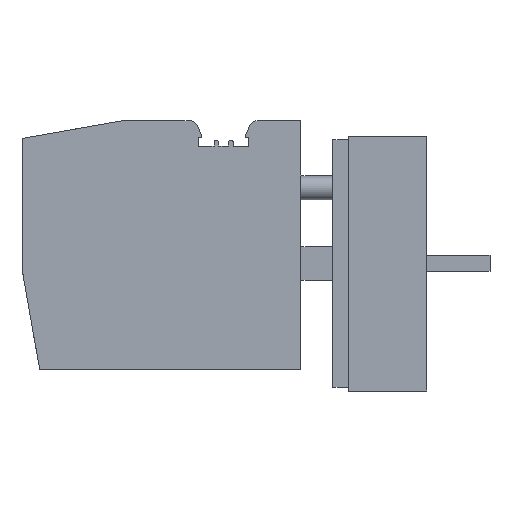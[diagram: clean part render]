
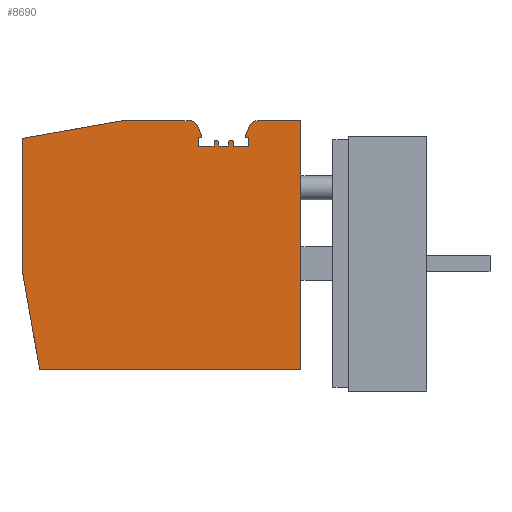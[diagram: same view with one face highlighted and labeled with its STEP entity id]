
A CAD part, top view. The second image highlights one B-rep face of the part: STEP entity #8690.
In plain terms, the highlighted face is planar.
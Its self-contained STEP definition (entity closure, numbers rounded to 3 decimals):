
#60=CARTESIAN_POINT('',(24.54,0.882,-5.05));
#70=DIRECTION('',(0.402,0.915,0.));
#80=VECTOR('',#70,1.);
#90=LINE('',#60,#80);
#100=CARTESIAN_POINT('',(30.714,14.933,-5.05));
#110=VERTEX_POINT('',#100);
#120=CARTESIAN_POINT('',(31.272,16.202,-5.05));
#130=VERTEX_POINT('',#120);
#140=EDGE_CURVE('',#110,#130,#90,.T.);
#670=CARTESIAN_POINT('',(27.375,14.075,-5.05));
#680=VERTEX_POINT('',#670);
#710=CARTESIAN_POINT('',(27.375,3.87,-5.05));
#720=DIRECTION('',(0.,-1.,0.));
#730=VECTOR('',#720,1.);
#740=LINE('',#710,#730);
#750=CARTESIAN_POINT('',(27.375,13.625,-5.05));
#760=VERTEX_POINT('',#750);
#770=EDGE_CURVE('',#680,#760,#740,.T.);
#1470=CARTESIAN_POINT('',(27.075,14.075,-5.05));
#1480=DIRECTION('',(0.,0.,-1.));
#1490=DIRECTION('',(-1.,0.,0.));
#1500=AXIS2_PLACEMENT_3D('',#1470,#1480,#1490);
#1510=CIRCLE('',#1500,0.3);
#1520=CARTESIAN_POINT('',(26.775,14.075,-5.05));
#1530=VERTEX_POINT('',#1520);
#1540=EDGE_CURVE('',#1530,#680,#1510,.T.);
#4490=CARTESIAN_POINT('',(28.575,13.625,-5.05));
#4500=VERTEX_POINT('',#4490);
#4530=CARTESIAN_POINT('',(28.575,3.87,-5.05));
#4540=DIRECTION('',(0.,1.,0.));
#4550=VECTOR('',#4540,1.);
#4560=LINE('',#4530,#4550);
#4570=CARTESIAN_POINT('',(28.575,14.075,-5.05));
#4580=VERTEX_POINT('',#4570);
#4590=EDGE_CURVE('',#4500,#4580,#4560,.T.);
#4840=CARTESIAN_POINT('',(14.838,13.625,-5.05));
#4850=DIRECTION('',(1.,0.,0.));
#4860=VECTOR('',#4850,1.);
#4870=LINE('',#4840,#4860);
#4880=EDGE_CURVE('',#760,#4500,#4870,.T.);
#5110=CARTESIAN_POINT('',(29.175,13.625,-5.05));
#5120=VERTEX_POINT('',#5110);
#5150=CARTESIAN_POINT('',(14.838,13.625,-5.05));
#5160=DIRECTION('',(1.,0.,0.));
#5170=VECTOR('',#5160,1.);
#5180=LINE('',#5150,#5170);
#5190=CARTESIAN_POINT('',(31.138,13.625,-5.05));
#5200=VERTEX_POINT('',#5190);
#5210=EDGE_CURVE('',#5120,#5200,#5180,.T.);
#5940=CARTESIAN_POINT('',(32.188,15.8,-5.05));
#5950=DIRECTION('',(0.,0.,-1.));
#5960=DIRECTION('',(-1.,0.,0.));
#5970=AXIS2_PLACEMENT_3D('',#5940,#5950,#5960);
#5980=CIRCLE('',#5970,1.);
#5990=CARTESIAN_POINT('',(32.188,16.8,-5.05));
#6000=VERTEX_POINT('',#5990);
#6010=EDGE_CURVE('',#130,#6000,#5980,.T.);
#6290=CARTESIAN_POINT('',(24.813,13.625,-5.05));
#6300=VERTEX_POINT('',#6290);
#6330=CARTESIAN_POINT('',(14.838,13.625,-5.05));
#6340=DIRECTION('',(1.,0.,0.));
#6350=VECTOR('',#6340,1.);
#6360=LINE('',#6330,#6350);
#6370=CARTESIAN_POINT('',(26.775,13.625,-5.05));
#6380=VERTEX_POINT('',#6370);
#6390=EDGE_CURVE('',#6300,#6380,#6360,.T.);
#6620=CARTESIAN_POINT('',(-0.526,14.695,-5.05));
#6630=DIRECTION('',(1.,0.,0.));
#6640=VECTOR('',#6630,1.);
#6650=LINE('',#6620,#6640);
#6660=CARTESIAN_POINT('',(24.813,14.695,-5.05));
#6670=VERTEX_POINT('',#6660);
#6680=CARTESIAN_POINT('',(25.08,14.695,-5.05));
#6690=VERTEX_POINT('',#6680);
#6700=EDGE_CURVE('',#6670,#6690,#6650,.T.);
#7050=CARTESIAN_POINT('',(30.7,14.865,-5.05));
#7060=VERTEX_POINT('',#7050);
#7090=CARTESIAN_POINT('',(30.87,14.865,-5.05));
#7100=DIRECTION('',(0.,0.,-1.));
#7110=DIRECTION('',(-1.,0.,0.));
#7120=AXIS2_PLACEMENT_3D('',#7090,#7100,#7110);
#7130=CIRCLE('',#7120,0.17);
#7140=EDGE_CURVE('',#7060,#110,#7130,.T.);
#7270=CARTESIAN_POINT('',(20.677,9.272,-5.05));
#7280=DIRECTION('',(0.,0.,-1.));
#7290=DIRECTION('',(-1.,0.,0.));
#7300=AXIS2_PLACEMENT_3D('',#7270,#7280,#7290);
#7310=PLANE('',#7300);
#7320=CARTESIAN_POINT('',(54.018,2.432,-5.05));
#7330=DIRECTION('',(-0.174,-0.985,0.));
#7340=VECTOR('',#7330,1.);
#7350=LINE('',#7320,#7340);
#7360=CARTESIAN_POINT('',(53.275,-1.784,-5.05));
#7370=VERTEX_POINT('',#7360);
#7380=CARTESIAN_POINT('',(51.05,-14.4,-5.05));
#7390=VERTEX_POINT('',#7380);
#7400=EDGE_CURVE('',#7370,#7390,#7350,.T.);
#7410=ORIENTED_EDGE('',*,*,#7400,.T.);
#7420=CARTESIAN_POINT('',(53.275,2.432,-5.05));
#7430=DIRECTION('',(0.,-1.,0.));
#7440=VECTOR('',#7430,1.);
#7450=LINE('',#7420,#7440);
#7460=CARTESIAN_POINT('',(53.275,14.6,-5.05));
#7470=VERTEX_POINT('',#7460);
#7480=EDGE_CURVE('',#7470,#7370,#7450,.T.);
#7490=ORIENTED_EDGE('',*,*,#7480,.T.);
#7500=CARTESIAN_POINT('',(28.367,18.992,-5.05));
#7510=DIRECTION('',(-0.985,0.174,0.));
#7520=VECTOR('',#7510,1.);
#7530=LINE('',#7500,#7520);
#7540=CARTESIAN_POINT('',(40.798,16.8,-5.05));
#7550=VERTEX_POINT('',#7540);
#7560=EDGE_CURVE('',#7470,#7550,#7530,.T.);
#7570=ORIENTED_EDGE('',*,*,#7560,.F.);
#7580=CARTESIAN_POINT('',(28.367,16.8,-5.05));
#7590=DIRECTION('',(1.,0.,-0.));
#7600=VECTOR('',#7590,1.);
#7610=LINE('',#7580,#7600);
#7620=EDGE_CURVE('',#6000,#7550,#7610,.T.);
#7630=ORIENTED_EDGE('',*,*,#7620,.T.);
#7640=ORIENTED_EDGE('',*,*,#6010,.T.);
#7650=ORIENTED_EDGE('',*,*,#140,.T.);
#7660=ORIENTED_EDGE('',*,*,#7140,.T.);
#7670=CARTESIAN_POINT('',(30.87,14.695,-5.05));
#7680=VERTEX_POINT('',#7670);
#7690=EDGE_CURVE('',#7680,#7060,#7130,.T.);
#7700=ORIENTED_EDGE('',*,*,#7690,.T.);
#7710=CARTESIAN_POINT('',(31.138,14.695,-5.05));
#7720=VERTEX_POINT('',#7710);
#7730=EDGE_CURVE('',#7680,#7720,#6650,.T.);
#7740=ORIENTED_EDGE('',*,*,#7730,.F.);
#7750=CARTESIAN_POINT('',(31.138,3.87,-5.05));
#7760=DIRECTION('',(0.,1.,0.));
#7770=VECTOR('',#7760,1.);
#7780=LINE('',#7750,#7770);
#7790=EDGE_CURVE('',#5200,#7720,#7780,.T.);
#7800=ORIENTED_EDGE('',*,*,#7790,.T.);
#7810=ORIENTED_EDGE('',*,*,#5210,.T.);
#7820=CARTESIAN_POINT('',(29.175,3.87,-5.05));
#7830=DIRECTION('',(0.,-1.,0.));
#7840=VECTOR('',#7830,1.);
#7850=LINE('',#7820,#7840);
#7860=CARTESIAN_POINT('',(29.175,14.075,-5.05));
#7870=VERTEX_POINT('',#7860);
#7880=EDGE_CURVE('',#7870,#5120,#7850,.T.);
#7890=ORIENTED_EDGE('',*,*,#7880,.T.);
#7900=CARTESIAN_POINT('',(28.875,14.075,-5.05));
#7910=DIRECTION('',(0.,0.,-1.));
#7920=DIRECTION('',(-1.,0.,0.));
#7930=AXIS2_PLACEMENT_3D('',#7900,#7910,#7920);
#7940=CIRCLE('',#7930,0.3);
#7950=EDGE_CURVE('',#4580,#7870,#7940,.T.);
#7960=ORIENTED_EDGE('',*,*,#7950,.T.);
#7970=ORIENTED_EDGE('',*,*,#4590,.T.);
#7980=ORIENTED_EDGE('',*,*,#4880,.T.);
#7990=ORIENTED_EDGE('',*,*,#770,.T.);
#8000=ORIENTED_EDGE('',*,*,#1540,.T.);
#8010=CARTESIAN_POINT('',(26.775,3.87,-5.05));
#8020=DIRECTION('',(0.,1.,0.));
#8030=VECTOR('',#8020,1.);
#8040=LINE('',#8010,#8030);
#8050=EDGE_CURVE('',#6380,#1530,#8040,.T.);
#8060=ORIENTED_EDGE('',*,*,#8050,.T.);
#8070=ORIENTED_EDGE('',*,*,#6390,.T.);
#8080=CARTESIAN_POINT('',(24.813,3.87,-5.05));
#8090=DIRECTION('',(0.,-1.,0.));
#8100=VECTOR('',#8090,1.);
#8110=LINE('',#8080,#8100);
#8120=EDGE_CURVE('',#6670,#6300,#8110,.T.);
#8130=ORIENTED_EDGE('',*,*,#8120,.T.);
#8140=ORIENTED_EDGE('',*,*,#6700,.F.);
#8150=CARTESIAN_POINT('',(25.08,14.865,-5.05));
#8160=DIRECTION('',(0.,0.,-1.));
#8170=DIRECTION('',(-1.,0.,0.));
#8180=AXIS2_PLACEMENT_3D('',#8150,#8160,#8170);
#8190=CIRCLE('',#8180,0.17);
#8200=CARTESIAN_POINT('',(25.25,14.865,-5.05));
#8210=VERTEX_POINT('',#8200);
#8220=EDGE_CURVE('',#8210,#6690,#8190,.T.);
#8230=ORIENTED_EDGE('',*,*,#8220,.T.);
#8240=CARTESIAN_POINT('',(25.236,14.933,-5.05));
#8250=VERTEX_POINT('',#8240);
#8260=EDGE_CURVE('',#8250,#8210,#8190,.T.);
#8270=ORIENTED_EDGE('',*,*,#8260,.T.);
#8280=CARTESIAN_POINT('',(31.41,0.882,-5.05));
#8290=DIRECTION('',(0.402,-0.915,-0.));
#8300=VECTOR('',#8290,1.);
#8310=LINE('',#8280,#8300);
#8320=CARTESIAN_POINT('',(24.678,16.202,-5.05));
#8330=VERTEX_POINT('',#8320);
#8340=EDGE_CURVE('',#8330,#8250,#8310,.T.);
#8350=ORIENTED_EDGE('',*,*,#8340,.T.);
#8360=CARTESIAN_POINT('',(23.763,15.8,-5.05));
#8370=DIRECTION('',(0.,0.,-1.));
#8380=DIRECTION('',(-1.,0.,0.));
#8390=AXIS2_PLACEMENT_3D('',#8360,#8370,#8380);
#8400=CIRCLE('',#8390,1.);
#8410=CARTESIAN_POINT('',(23.763,16.8,-5.05));
#8420=VERTEX_POINT('',#8410);
#8430=EDGE_CURVE('',#8420,#8330,#8400,.T.);
#8440=ORIENTED_EDGE('',*,*,#8430,.T.);
#8450=CARTESIAN_POINT('',(28.367,16.8,-5.05));
#8460=DIRECTION('',(1.,0.,0.));
#8470=VECTOR('',#8460,1.);
#8480=LINE('',#8450,#8470);
#8490=CARTESIAN_POINT('',(18.275,16.8,-5.05));
#8500=VERTEX_POINT('',#8490);
#8510=EDGE_CURVE('',#8500,#8420,#8480,.T.);
#8520=ORIENTED_EDGE('',*,*,#8510,.T.);
#8530=CARTESIAN_POINT('',(18.275,2.432,-5.05));
#8540=DIRECTION('',(0.,1.,0.));
#8550=VECTOR('',#8540,1.);
#8560=LINE('',#8530,#8550);
#8570=CARTESIAN_POINT('',(18.275,-14.4,-5.05));
#8580=VERTEX_POINT('',#8570);
#8590=EDGE_CURVE('',#8580,#8500,#8560,.T.);
#8600=ORIENTED_EDGE('',*,*,#8590,.T.);
#8610=CARTESIAN_POINT('',(28.367,-14.4,-5.05));
#8620=DIRECTION('',(-1.,0.,0.));
#8630=VECTOR('',#8620,1.);
#8640=LINE('',#8610,#8630);
#8650=EDGE_CURVE('',#7390,#8580,#8640,.T.);
#8660=ORIENTED_EDGE('',*,*,#8650,.T.);
#8670=EDGE_LOOP('',(#8660,#8600,#8520,#8440,#8350,#8270,#8230,#8140,
#8130,#8070,#8060,#8000,#7990,#7980,#7970,#7960,#7890,#7810,#7800,#7740,
#7700,#7660,#7650,#7640,#7630,#7570,#7490,#7410));
#8680=FACE_OUTER_BOUND('',#8670,.T.);
#8690=ADVANCED_FACE('',(#8680),#7310,.T.);
